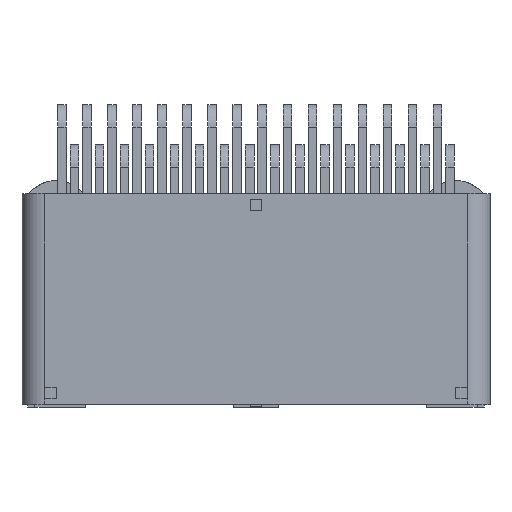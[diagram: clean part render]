
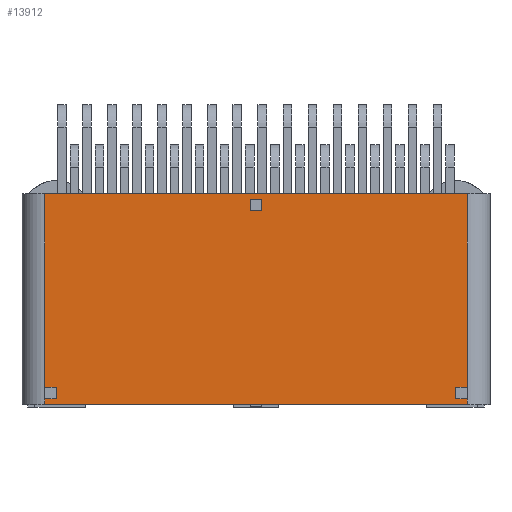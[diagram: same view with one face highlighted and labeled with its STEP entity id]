
A CAD part, top view. The second image highlights one B-rep face of the part: STEP entity #13912.
In plain terms, the highlighted planar face has unit normal (0, 0, 1).
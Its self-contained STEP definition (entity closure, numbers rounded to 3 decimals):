
#658=FACE_BOUND('',#2127,.T.);
#678=PLANE('',#14680);
#1332=FACE_OUTER_BOUND('',#2126,.T.);
#2126=EDGE_LOOP('',(#10374,#10375,#10376,#10377,#10378,#10379,#10380,#10381,
#10382,#10383,#10384,#10385));
#2127=EDGE_LOOP('',(#10386,#10387,#10388,#10389));
#2853=LINE('',#19180,#4658);
#3207=LINE('',#19899,#5012);
#3275=LINE('',#20041,#5080);
#3276=LINE('',#20043,#5081);
#3277=LINE('',#20045,#5082);
#3278=LINE('',#20047,#5083);
#3279=LINE('',#20048,#5084);
#3280=LINE('',#20050,#5085);
#3281=LINE('',#20052,#5086);
#3282=LINE('',#20054,#5087);
#3283=LINE('',#20056,#5088);
#3284=LINE('',#20057,#5089);
#3285=LINE('',#20060,#5090);
#3286=LINE('',#20062,#5091);
#3287=LINE('',#20064,#5092);
#3288=LINE('',#20065,#5093);
#4658=VECTOR('',#15591,1000.);
#5012=VECTOR('',#15979,1000.);
#5080=VECTOR('',#16057,1000.);
#5081=VECTOR('',#16058,1000.);
#5082=VECTOR('',#16059,1000.);
#5083=VECTOR('',#16060,1000.);
#5084=VECTOR('',#16061,1000.);
#5085=VECTOR('',#16062,1000.);
#5086=VECTOR('',#16063,1000.);
#5087=VECTOR('',#16064,1000.);
#5088=VECTOR('',#16065,1000.);
#5089=VECTOR('',#16066,1000.);
#5090=VECTOR('',#16067,1000.);
#5091=VECTOR('',#16068,1000.);
#5092=VECTOR('',#16069,1000.);
#5093=VECTOR('',#16070,1000.);
#6633=VERTEX_POINT('',#19177);
#6634=VERTEX_POINT('',#19179);
#6981=VERTEX_POINT('',#19896);
#6982=VERTEX_POINT('',#19898);
#7051=VERTEX_POINT('',#20040);
#7052=VERTEX_POINT('',#20042);
#7053=VERTEX_POINT('',#20044);
#7054=VERTEX_POINT('',#20046);
#7055=VERTEX_POINT('',#20049);
#7056=VERTEX_POINT('',#20051);
#7057=VERTEX_POINT('',#20053);
#7058=VERTEX_POINT('',#20055);
#7059=VERTEX_POINT('',#20058);
#7060=VERTEX_POINT('',#20059);
#7061=VERTEX_POINT('',#20061);
#7062=VERTEX_POINT('',#20063);
#7946=EDGE_CURVE('',#6634,#6633,#2853,.T.);
#8306=EDGE_CURVE('',#6982,#6981,#3207,.T.);
#8378=EDGE_CURVE('',#6633,#7051,#3275,.T.);
#8379=EDGE_CURVE('',#7052,#7051,#3276,.T.);
#8380=EDGE_CURVE('',#7053,#7052,#3277,.T.);
#8381=EDGE_CURVE('',#7053,#7054,#3278,.T.);
#8382=EDGE_CURVE('',#6982,#7054,#3279,.T.);
#8383=EDGE_CURVE('',#6981,#7055,#3280,.T.);
#8384=EDGE_CURVE('',#7056,#7055,#3281,.T.);
#8385=EDGE_CURVE('',#7057,#7056,#3282,.T.);
#8386=EDGE_CURVE('',#7058,#7057,#3283,.T.);
#8387=EDGE_CURVE('',#7058,#6634,#3284,.T.);
#8388=EDGE_CURVE('',#7059,#7060,#3285,.T.);
#8389=EDGE_CURVE('',#7061,#7059,#3286,.T.);
#8390=EDGE_CURVE('',#7062,#7061,#3287,.T.);
#8391=EDGE_CURVE('',#7060,#7062,#3288,.T.);
#10374=ORIENTED_EDGE('',*,*,#7946,.T.);
#10375=ORIENTED_EDGE('',*,*,#8378,.T.);
#10376=ORIENTED_EDGE('',*,*,#8379,.F.);
#10377=ORIENTED_EDGE('',*,*,#8380,.F.);
#10378=ORIENTED_EDGE('',*,*,#8381,.T.);
#10379=ORIENTED_EDGE('',*,*,#8382,.F.);
#10380=ORIENTED_EDGE('',*,*,#8306,.T.);
#10381=ORIENTED_EDGE('',*,*,#8383,.T.);
#10382=ORIENTED_EDGE('',*,*,#8384,.F.);
#10383=ORIENTED_EDGE('',*,*,#8385,.F.);
#10384=ORIENTED_EDGE('',*,*,#8386,.F.);
#10385=ORIENTED_EDGE('',*,*,#8387,.T.);
#10386=ORIENTED_EDGE('',*,*,#8388,.F.);
#10387=ORIENTED_EDGE('',*,*,#8389,.F.);
#10388=ORIENTED_EDGE('',*,*,#8390,.F.);
#10389=ORIENTED_EDGE('',*,*,#8391,.F.);
#13912=ADVANCED_FACE('',(#1332,#658),#678,.F.);
#14680=AXIS2_PLACEMENT_3D('',#20039,#16055,#16056);
#15591=DIRECTION('',(-1.,0.,0.));
#15979=DIRECTION('',(1.,0.,0.));
#16055=DIRECTION('center_axis',(0.,0.,-1.));
#16056=DIRECTION('ref_axis',(0.,1.,0.));
#16057=DIRECTION('',(0.,-1.,0.));
#16058=DIRECTION('',(-1.,0.,0.));
#16059=DIRECTION('',(0.,1.,0.));
#16060=DIRECTION('',(-1.,0.,0.));
#16061=DIRECTION('',(0.,1.,0.));
#16062=DIRECTION('',(0.,1.,0.));
#16063=DIRECTION('',(1.,0.,0.));
#16064=DIRECTION('',(0.,-1.,0.));
#16065=DIRECTION('',(-1.,0.,0.));
#16066=DIRECTION('',(0.,1.,0.));
#16067=DIRECTION('',(0.,-1.,0.));
#16068=DIRECTION('',(-1.,0.,0.));
#16069=DIRECTION('',(0.,1.,0.));
#16070=DIRECTION('',(1.,0.,0.));
#19177=CARTESIAN_POINT('',(-18.55,-4.,15.9));
#19179=CARTESIAN_POINT('',(18.55,-4.,15.9));
#19180=CARTESIAN_POINT('',(20.55,-4.,15.9));
#19896=CARTESIAN_POINT('',(18.55,-22.5,15.9));
#19898=CARTESIAN_POINT('',(-18.55,-22.5,15.9));
#19899=CARTESIAN_POINT('',(20.55,-22.5,15.9));
#20039=CARTESIAN_POINT('Origin',(20.55,-22.5,15.9));
#20040=CARTESIAN_POINT('',(-18.55,-21.,15.9));
#20041=CARTESIAN_POINT('',(-18.55,-22.5,15.9));
#20042=CARTESIAN_POINT('',(-17.55,-21.,15.9));
#20043=CARTESIAN_POINT('',(-18.55,-21.,15.9));
#20044=CARTESIAN_POINT('',(-17.55,-22.,15.9));
#20045=CARTESIAN_POINT('',(-17.55,-21.,15.9));
#20046=CARTESIAN_POINT('',(-18.55,-22.,15.9));
#20047=CARTESIAN_POINT('',(20.55,-22.,15.9));
#20048=CARTESIAN_POINT('',(-18.55,-22.25,15.9));
#20049=CARTESIAN_POINT('',(18.55,-22.,15.9));
#20050=CARTESIAN_POINT('',(18.55,-22.25,15.9));
#20051=CARTESIAN_POINT('',(17.55,-22.,15.9));
#20052=CARTESIAN_POINT('',(18.55,-22.,15.9));
#20053=CARTESIAN_POINT('',(17.55,-21.,15.9));
#20054=CARTESIAN_POINT('',(17.55,-21.,15.9));
#20055=CARTESIAN_POINT('',(18.55,-21.,15.9));
#20056=CARTESIAN_POINT('',(18.55,-21.,15.9));
#20057=CARTESIAN_POINT('',(18.55,-22.5,15.9));
#20058=CARTESIAN_POINT('',(-0.5,-4.5,15.9));
#20059=CARTESIAN_POINT('',(-0.5,-5.5,15.9));
#20060=CARTESIAN_POINT('',(-0.5,-4.5,15.9));
#20061=CARTESIAN_POINT('',(0.5,-4.5,15.9));
#20062=CARTESIAN_POINT('',(-0.5,-4.5,15.9));
#20063=CARTESIAN_POINT('',(0.5,-5.5,15.9));
#20064=CARTESIAN_POINT('',(0.5,-4.5,15.9));
#20065=CARTESIAN_POINT('',(-0.5,-5.5,15.9));
